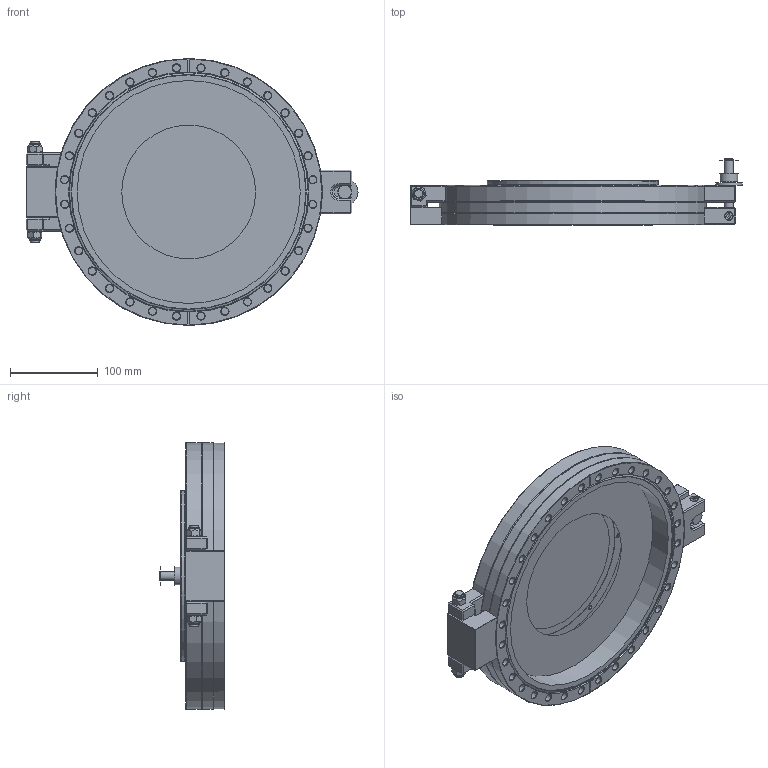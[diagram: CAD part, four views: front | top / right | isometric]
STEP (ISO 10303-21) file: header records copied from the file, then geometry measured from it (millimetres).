
FILE_DESCRIPTION(/* description */ (''),/* implementation_level */ '2;1');
FILE_NAME(/* name */ '2538403-000250_包膜.stp',/* time_stamp */ '2017-10-06T17:48:33+08:00',/* author */ ('victor_huang'),/* organization */ (''),/* preprocessor_version */ 'ST-DEVELOPER v16.5',/* originating_system */ 'Autodesk Inventor 2017',/* authorisation */ '');
FILE_SCHEMA (('AUTOMOTIVE_DESIGN { 1 0 10303 214 3 1 1 }'));
Length unit declared in the file: millimetre
Products named in the file (1): 2538403-000250_包膜
Bounding box: 378.1 x 75 x 304.04 mm (x, y, z)
Surface area: 287091.8 mm2 (no closed solid volume)
Topology: 0 solids, 64 shells, 231 faces, 722 edges, 495 vertices
Faces by surface type: plane 164, cylinder 50, cone 11, torus 6
Full cylindrical faces by diameter (mm): 4.917 x1, 8.43 x32, 10 x3, 12.75 x2, 15.9 x1, 20 x1, 30 x1, 152.4 x1, 195 x1, 254 x1, 304.04 x3
Entity records: 8091 total; most frequent: CARTESIAN_POINT 1639, DIRECTION 1286, ORIENTED_EDGE 931, EDGE_CURVE 659, VERTEX_POINT 492, AXIS2_PLACEMENT_3D 449, LINE 388, VECTOR 388
